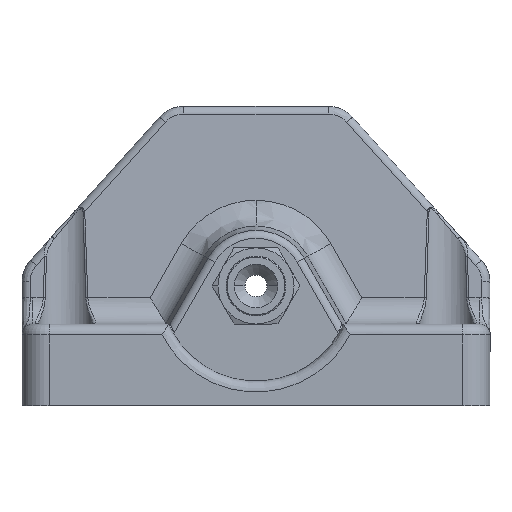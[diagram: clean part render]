
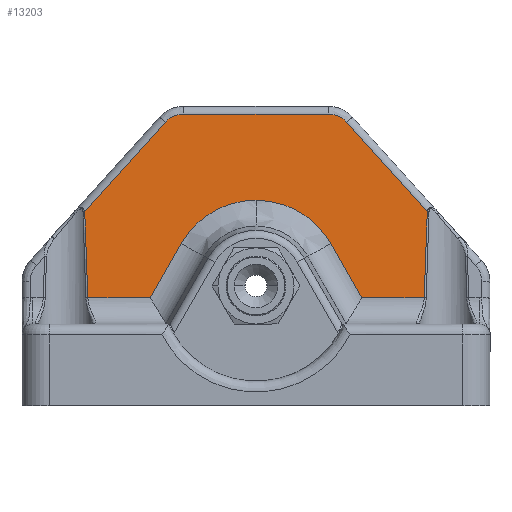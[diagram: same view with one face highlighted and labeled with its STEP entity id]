
A CAD part, front view. The second image highlights one B-rep face of the part: STEP entity #13203.
In plain terms, the highlighted planar face has unit normal (0, -0.999, 0.035).
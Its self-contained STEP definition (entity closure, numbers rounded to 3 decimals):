
#96 = CARTESIAN_POINT ( 'NONE',  ( -120.444, -22.663, 8.178 ) ) ;
#107 = CARTESIAN_POINT ( 'NONE',  ( -103.583, -22.037, 26.116 ) ) ;
#254 = VERTEX_POINT ( 'NONE', #4435 ) ;
#456 = VERTEX_POINT ( 'NONE', #18344 ) ;
#484 = CARTESIAN_POINT ( 'NONE',  ( -131.972, -23.383, -12.436 ) ) ;
#493 = LINE ( 'NONE', #14873, #15987 ) ;
#497 =( BOUNDED_CURVE ( )  B_SPLINE_CURVE ( 3, ( #96, #9092, #15114, #6131 ),
 .UNSPECIFIED., .F., .T. ) 
 B_SPLINE_CURVE_WITH_KNOTS ( ( 4, 4 ),
 ( 0.696, 0.841 ),
 .UNSPECIFIED. ) 
 CURVE ( )  GEOMETRIC_REPRESENTATION_ITEM ( )  RATIONAL_B_SPLINE_CURVE ( ( 1., 0.998, 0.998, 1. ) ) 
 REPRESENTATION_ITEM ( '' )  );
#858 = CARTESIAN_POINT ( 'NONE',  ( -58.07, -23.214, -7.611 ) ) ;
#1580 = CARTESIAN_POINT ( 'NONE',  ( -75.225, -22.867, 2.326 ) ) ;
#1599 = CARTESIAN_POINT ( 'NONE',  ( -105.633, -22.089, 24.627 ) ) ;
#1609 = VECTOR ( 'NONE', #5249, 1000. ) ;
#1617 = CARTESIAN_POINT ( 'NONE',  ( -99.834, -22.691, 7.387 ) ) ;
#1740 = EDGE_CURVE ( 'NONE', #14358, #19164, #11530, .T. ) ;
#1993 = ORIENTED_EDGE ( 'NONE', *, *, #3987, .T. ) ;
#2108 = ORIENTED_EDGE ( 'NONE', *, *, #4673, .T. ) ;
#2318 =( BOUNDED_CURVE ( )  B_SPLINE_CURVE ( 3, ( #18097, #107, #10614, #1599 ),
 .UNSPECIFIED., .F., .F. ) 
 B_SPLINE_CURVE_WITH_KNOTS ( ( 4, 4 ),
 ( 3.142, 3.979 ),
 .UNSPECIFIED. ) 
 CURVE ( )  GEOMETRIC_REPRESENTATION_ITEM ( )  RATIONAL_B_SPLINE_CURVE ( ( 1., 0.942, 0.942, 1. ) ) 
 REPRESENTATION_ITEM ( '' )  );
#2366 = CARTESIAN_POINT ( 'NONE',  ( -75.655, -22.037, 26.116 ) ) ;
#2498 = CARTESIAN_POINT ( 'NONE',  ( -57.893, -23.017, -1.959 ) ) ;
#3036 = DIRECTION ( 'NONE',  ( 0.495, 0.03, 0.868 ) ) ;
#3118 = CARTESIAN_POINT ( 'NONE',  ( -88.972, -22.589, 10.313 ) ) ;
#3203 = ORIENTED_EDGE ( 'NONE', *, *, #12408, .T. ) ;
#3603 = CARTESIAN_POINT ( 'NONE',  ( -105.633, -22.089, 24.627 ) ) ;
#3724 = EDGE_CURVE ( 'NONE', #14058, #456, #497, .T. ) ;
#3855 = LINE ( 'NONE', #12038, #11388 ) ;
#3924 = VERTEX_POINT ( 'NONE', #5277 ) ;
#3987 = EDGE_CURVE ( 'NONE', #17726, #3924, #14778, .T. ) ;
#4085 = CARTESIAN_POINT ( 'NONE',  ( -57.703, -22.833, 3.313 ) ) ;
#4435 = CARTESIAN_POINT ( 'NONE',  ( -75.225, -22.867, 2.326 ) ) ;
#4578 = CARTESIAN_POINT ( 'NONE',  ( -102.288, -22.037, 26.116 ) ) ;
#4634 = AXIS2_PLACEMENT_3D ( 'NONE', #484, #14002, #5009 ) ;
#4673 = EDGE_CURVE ( 'NONE', #254, #12530, #493, .T. ) ;
#4696 = ORIENTED_EDGE ( 'NONE', *, *, #1740, .T. ) ;
#4726 = CARTESIAN_POINT ( 'NONE',  ( -131.972, -23.214, -7.611 ) ) ;
#4763 = CARTESIAN_POINT ( 'NONE',  ( -102.288, -22.037, 26.116 ) ) ;
#5009 = DIRECTION ( 'NONE',  ( 0., -0.035, -0.999 ) ) ;
#5249 = DIRECTION ( 'NONE',  ( -0.669, 0.026, 0.743 ) ) ;
#5277 = CARTESIAN_POINT ( 'NONE',  ( -75.655, -22.037, 26.116 ) ) ;
#5616 = LINE ( 'NONE', #14225, #1609 ) ;
#6131 = CARTESIAN_POINT ( 'NONE',  ( -119.874, -23.214, -7.611 ) ) ;
#6141 = VERTEX_POINT ( 'NONE', #3603 ) ;
#6202 = DIRECTION ( 'NONE',  ( -1., 0., 0. ) ) ;
#6529 = ORIENTED_EDGE ( 'NONE', *, *, #6858, .T. ) ;
#6858 = EDGE_CURVE ( 'NONE', #19164, #254, #11721, .T. ) ;
#6914 = EDGE_CURVE ( 'NONE', #3924, #7644, #18696, .T. ) ;
#6972 = CARTESIAN_POINT ( 'NONE',  ( -72.311, -22.089, 24.627 ) ) ;
#7039 = ORIENTED_EDGE ( 'NONE', *, *, #6914, .T. ) ;
#7397 = DIRECTION ( 'NONE',  ( 0.495, -0.03, -0.868 ) ) ;
#7573 = CARTESIAN_POINT ( 'NONE',  ( -83.147, -22.589, 10.313 ) ) ;
#7628 = CARTESIAN_POINT ( 'NONE',  ( -131.972, -23.214, -7.611 ) ) ;
#7644 = VERTEX_POINT ( 'NONE', #4578 ) ;
#7946 = LINE ( 'NONE', #11795, #11459 ) ;
#8200 = FACE_OUTER_BOUND ( 'NONE', #15192, .T. ) ;
#8450 = ORIENTED_EDGE ( 'NONE', *, *, #17155, .T. ) ;
#8820 = CARTESIAN_POINT ( 'NONE',  ( -102.719, -22.867, 2.326 ) ) ;
#9089 = LINE ( 'NONE', #7628, #16595 ) ;
#9092 = CARTESIAN_POINT ( 'NONE',  ( -120.241, -22.833, 3.313 ) ) ;
#9123 = CARTESIAN_POINT ( 'NONE',  ( -94.797, -22.589, 10.313 ) ) ;
#9217 = CARTESIAN_POINT ( 'NONE',  ( -108.386, -23.214, -7.611 ) ) ;
#9363 = CARTESIAN_POINT ( 'NONE',  ( -120.444, -22.663, 8.178 ) ) ;
#10291 = DIRECTION ( 'NONE',  ( -0.669, -0.026, -0.743 ) ) ;
#10600 = CARTESIAN_POINT ( 'NONE',  ( -78.11, -22.691, 7.387 ) ) ;
#10614 = CARTESIAN_POINT ( 'NONE',  ( -104.766, -22.055, 25.59 ) ) ;
#10655 = DIRECTION ( 'NONE',  ( 1., 0., 0. ) ) ;
#10708 = VECTOR ( 'NONE', #6202, 1000. ) ;
#10964 = VECTOR ( 'NONE', #18224, 1000. ) ;
#10979 = PLANE ( 'NONE',  #4634 ) ;
#11376 = CARTESIAN_POINT ( 'NONE',  ( -74.361, -22.037, 26.116 ) ) ;
#11388 = VECTOR ( 'NONE', #3036, 1000. ) ;
#11459 = VECTOR ( 'NONE', #10291, 1000. ) ;
#11530 =( BOUNDED_CURVE ( )  B_SPLINE_CURVE ( 3, ( #12126, #1617, #9123, #3118 ),
 .UNSPECIFIED., .F., .T. ) 
 B_SPLINE_CURVE_WITH_KNOTS ( ( 4, 4 ),
 ( 5.231, 6.283 ),
 .UNSPECIFIED. ) 
 CURVE ( )  GEOMETRIC_REPRESENTATION_ITEM ( )  RATIONAL_B_SPLINE_CURVE ( ( 1., 0.91, 0.91, 1. ) ) 
 REPRESENTATION_ITEM ( '' )  );
#11721 =( BOUNDED_CURVE ( )  B_SPLINE_CURVE ( 3, ( #18080, #7573, #10600, #1580 ),
 .UNSPECIFIED., .F., .T. ) 
 B_SPLINE_CURVE_WITH_KNOTS ( ( 4, 4 ),
 ( 0., 1.053 ),
 .UNSPECIFIED. ) 
 CURVE ( )  GEOMETRIC_REPRESENTATION_ITEM ( )  RATIONAL_B_SPLINE_CURVE ( ( 1., 0.91, 0.91, 1. ) ) 
 REPRESENTATION_ITEM ( '' )  );
#11795 = CARTESIAN_POINT ( 'NONE',  ( -119.617, -22.631, 9.096 ) ) ;
#12038 = CARTESIAN_POINT ( 'NONE',  ( -102.656, -22.864, 2.437 ) ) ;
#12126 = CARTESIAN_POINT ( 'NONE',  ( -102.719, -22.867, 2.326 ) ) ;
#12408 = EDGE_CURVE ( 'NONE', #14442, #17726, #5616, .T. ) ;
#12530 = VERTEX_POINT ( 'NONE', #18892 ) ;
#12645 = ORIENTED_EDGE ( 'NONE', *, *, #14318, .T. ) ;
#13203 = ADVANCED_FACE ( 'NONE', ( #8200 ), #10979, .T. ) ;
#13545 = EDGE_CURVE ( 'NONE', #6141, #14058, #7946, .T. ) ;
#13811 = CARTESIAN_POINT ( 'NONE',  ( -57.5, -22.663, 8.178 ) ) ;
#13970 = EDGE_CURVE ( 'NONE', #7644, #6141, #2318, .T. ) ;
#14002 = DIRECTION ( 'NONE',  ( 0., -0.999, 0.035 ) ) ;
#14058 = VERTEX_POINT ( 'NONE', #9363 ) ;
#14225 = CARTESIAN_POINT ( 'NONE',  ( -72.286, -22.09, 24.599 ) ) ;
#14318 = EDGE_CURVE ( 'NONE', #18292, #14442, #16054, .T. ) ;
#14323 = CARTESIAN_POINT ( 'NONE',  ( -73.178, -22.055, 25.59 ) ) ;
#14358 = VERTEX_POINT ( 'NONE', #8820 ) ;
#14442 = VERTEX_POINT ( 'NONE', #13811 ) ;
#14451 = CARTESIAN_POINT ( 'NONE',  ( -58.07, -23.214, -7.611 ) ) ;
#14568 = ORIENTED_EDGE ( 'NONE', *, *, #13970, .T. ) ;
#14592 = CARTESIAN_POINT ( 'NONE',  ( -57.5, -22.663, 8.178 ) ) ;
#14778 =( BOUNDED_CURVE ( )  B_SPLINE_CURVE ( 3, ( #18804, #14323, #11376, #2366 ),
 .UNSPECIFIED., .F., .F. ) 
 B_SPLINE_CURVE_WITH_KNOTS ( ( 4, 4 ),
 ( 5.445, 6.283 ),
 .UNSPECIFIED. ) 
 CURVE ( )  GEOMETRIC_REPRESENTATION_ITEM ( )  RATIONAL_B_SPLINE_CURVE ( ( 1., 0.942, 0.942, 1. ) ) 
 REPRESENTATION_ITEM ( '' )  );
#14873 = CARTESIAN_POINT ( 'NONE',  ( -67.97, -23.312, -10.396 ) ) ;
#14923 = LINE ( 'NONE', #4726, #10964 ) ;
#15114 = CARTESIAN_POINT ( 'NONE',  ( -120.051, -23.017, -1.959 ) ) ;
#15192 = EDGE_LOOP ( 'NONE', ( #16171, #16799, #8450, #18532, #4696, #6529, #2108, #18580, #12645, #3203, #1993, #7039, #14568 ) ) ;
#15698 = CARTESIAN_POINT ( 'NONE',  ( -88.972, -22.589, 10.313 ) ) ;
#15741 = EDGE_CURVE ( 'NONE', #12530, #18292, #9089, .T. ) ;
#15987 = VECTOR ( 'NONE', #7397, 1000. ) ;
#16054 =( BOUNDED_CURVE ( )  B_SPLINE_CURVE ( 3, ( #14451, #2498, #4085, #14592 ),
 .UNSPECIFIED., .F., .T. ) 
 B_SPLINE_CURVE_WITH_KNOTS ( ( 4, 4 ),
 ( 5.442, 5.587 ),
 .UNSPECIFIED. ) 
 CURVE ( )  GEOMETRIC_REPRESENTATION_ITEM ( )  RATIONAL_B_SPLINE_CURVE ( ( 1., 0.998, 0.998, 1. ) ) 
 REPRESENTATION_ITEM ( '' )  );
#16171 = ORIENTED_EDGE ( 'NONE', *, *, #13545, .T. ) ;
#16595 = VECTOR ( 'NONE', #10655, 1000. ) ;
#16710 = VERTEX_POINT ( 'NONE', #9217 ) ;
#16799 = ORIENTED_EDGE ( 'NONE', *, *, #3724, .T. ) ;
#17155 = EDGE_CURVE ( 'NONE', #456, #16710, #14923, .T. ) ;
#17726 = VERTEX_POINT ( 'NONE', #6972 ) ;
#18080 = CARTESIAN_POINT ( 'NONE',  ( -88.972, -22.589, 10.313 ) ) ;
#18097 = CARTESIAN_POINT ( 'NONE',  ( -102.288, -22.037, 26.116 ) ) ;
#18224 = DIRECTION ( 'NONE',  ( 1., 0., 0. ) ) ;
#18292 = VERTEX_POINT ( 'NONE', #858 ) ;
#18344 = CARTESIAN_POINT ( 'NONE',  ( -119.874, -23.214, -7.611 ) ) ;
#18399 = EDGE_CURVE ( 'NONE', #16710, #14358, #3855, .T. ) ;
#18532 = ORIENTED_EDGE ( 'NONE', *, *, #18399, .T. ) ;
#18580 = ORIENTED_EDGE ( 'NONE', *, *, #15741, .T. ) ;
#18696 = LINE ( 'NONE', #4763, #10708 ) ;
#18804 = CARTESIAN_POINT ( 'NONE',  ( -72.311, -22.089, 24.627 ) ) ;
#18892 = CARTESIAN_POINT ( 'NONE',  ( -69.558, -23.214, -7.611 ) ) ;
#19164 = VERTEX_POINT ( 'NONE', #15698 ) ;
